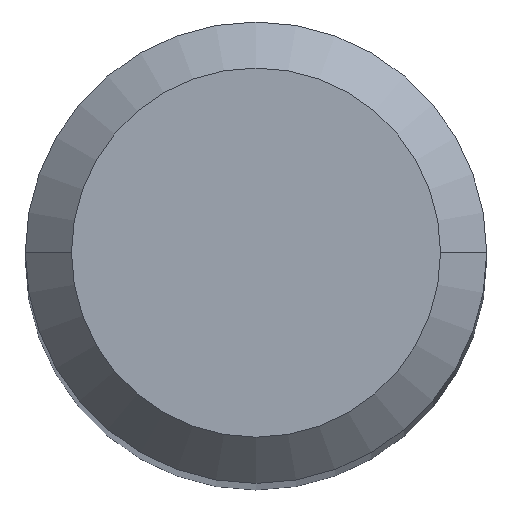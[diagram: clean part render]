
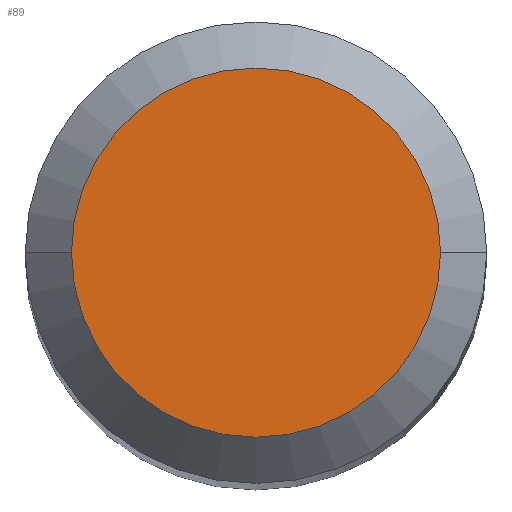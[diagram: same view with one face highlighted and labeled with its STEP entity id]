
A CAD part, top view. The second image highlights one B-rep face of the part: STEP entity #89.
In plain terms, the highlighted planar face has unit normal (0, 0, 1).
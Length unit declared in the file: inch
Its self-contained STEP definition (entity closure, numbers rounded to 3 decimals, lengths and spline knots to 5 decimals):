
#11 = VERTEX_POINT ( 'NONE', #244 ) ;
#18 = ORIENTED_EDGE ( 'NONE', *, *, #390, .T. ) ;
#35 = PLANE ( 'NONE',  #347 ) ;
#45 = CARTESIAN_POINT ( 'NONE',  ( 0., 0., 0. ) ) ;
#87 = AXIS2_PLACEMENT_3D ( 'NONE', #485, #329, #132 ) ;
#89 = ADVANCED_FACE ( 'NONE', ( #145 ), #35, .F. ) ;
#132 = DIRECTION ( 'NONE',  ( 1., 0., 0. ) ) ;
#133 = VERTEX_POINT ( 'NONE', #300 ) ;
#139 = ORIENTED_EDGE ( 'NONE', *, *, #372, .T. ) ;
#145 = FACE_OUTER_BOUND ( 'NONE', #202, .T. ) ;
#184 = DIRECTION ( 'NONE',  ( -1., 0., 0. ) ) ;
#202 = EDGE_LOOP ( 'NONE', ( #18, #139 ) ) ;
#224 = CARTESIAN_POINT ( 'NONE',  ( 0., 0., 0. ) ) ;
#232 = DIRECTION ( 'NONE',  ( 0., 0., -1. ) ) ;
#236 = CIRCLE ( 'NONE', #87, 0.05 ) ;
#244 = CARTESIAN_POINT ( 'NONE',  ( -0.05, 0., 0. ) ) ;
#270 = CIRCLE ( 'NONE', #281, 0.05 ) ;
#272 = DIRECTION ( 'NONE',  ( 1., 0., 0. ) ) ;
#281 = AXIS2_PLACEMENT_3D ( 'NONE', #45, #461, #272 ) ;
#300 = CARTESIAN_POINT ( 'NONE',  ( 0.05, 0., 0. ) ) ;
#329 = DIRECTION ( 'NONE',  ( 0., 0., 1. ) ) ;
#347 = AXIS2_PLACEMENT_3D ( 'NONE', #224, #232, #184 ) ;
#372 = EDGE_CURVE ( 'NONE', #133, #11, #270, .T. ) ;
#390 = EDGE_CURVE ( 'NONE', #11, #133, #236, .T. ) ;
#461 = DIRECTION ( 'NONE',  ( 0., 0., 1. ) ) ;
#485 = CARTESIAN_POINT ( 'NONE',  ( 0., 0., 0. ) ) ;
